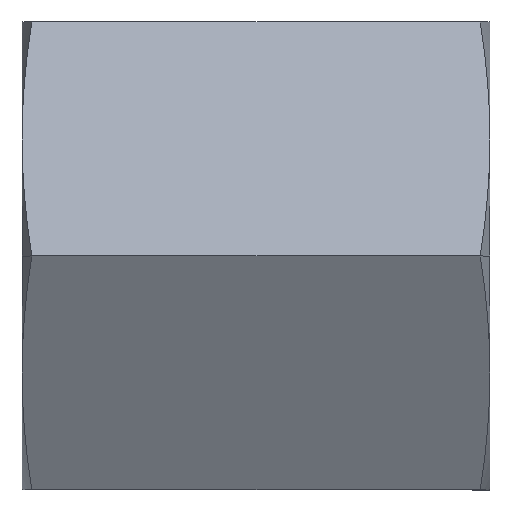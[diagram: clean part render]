
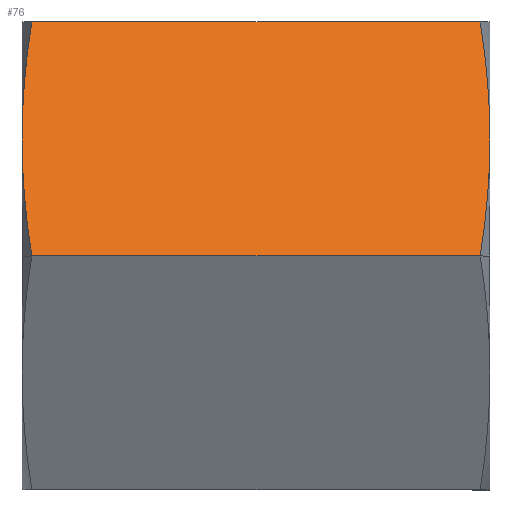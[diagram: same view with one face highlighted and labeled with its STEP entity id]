
A CAD part, left-side view. The second image highlights one B-rep face of the part: STEP entity #76.
In plain terms, the highlighted planar face has unit normal (-0.866, 0, 0.5).
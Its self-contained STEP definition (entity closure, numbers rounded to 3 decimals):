
#76=ADVANCED_FACE('',(#170),#171,.F.);
#170=FACE_OUTER_BOUND('',#281,.T.);
#171=PLANE('',#282);
#281=EDGE_LOOP('',(#427,#428,#429,#430,#431,#432));
#282=AXIS2_PLACEMENT_3D('',#433,#434,#435);
#427=ORIENTED_EDGE('',*,*,#676,.F.);
#428=ORIENTED_EDGE('',*,*,#677,.T.);
#429=ORIENTED_EDGE('',*,*,#678,.F.);
#430=ORIENTED_EDGE('',*,*,#663,.F.);
#431=ORIENTED_EDGE('',*,*,#679,.F.);
#432=ORIENTED_EDGE('',*,*,#680,.F.);
#433=CARTESIAN_POINT('',(-3.753,-13.0,6.5));
#434=DIRECTION('',(0.866,0.,-0.5));
#435=DIRECTION('',(0.5,0.,0.866));
#663=EDGE_CURVE('',#787,#785,#789,.T.);
#676=EDGE_CURVE('',#806,#807,#808,.T.);
#677=EDGE_CURVE('',#806,#809,#810,.T.);
#678=EDGE_CURVE('',#785,#809,#811,.T.);
#679=EDGE_CURVE('',#745,#787,#812,.T.);
#680=EDGE_CURVE('',#807,#745,#813,.T.);
#745=VERTEX_POINT('',#891);
#785=VERTEX_POINT('',#947);
#787=VERTEX_POINT('',#949);
#789=B_SPLINE_CURVE_WITH_KNOTS('',3,(#952,#953,#954,#955),.UNSPECIFIED.,.F.,.F.,(4,4),(0.,0.004),.UNSPECIFIED.);
#806=VERTEX_POINT('',#978);
#807=VERTEX_POINT('',#979);
#808=B_SPLINE_CURVE_WITH_KNOTS('',3,(#980,#981,#982,#983),.UNSPECIFIED.,.F.,.F.,(4,4),(0.,0.004),.UNSPECIFIED.);
#809=VERTEX_POINT('',#984);
#810=LINE('',#985,#986);
#811=B_SPLINE_CURVE_WITH_KNOTS('',3,(#987,#988,#989,#990),.UNSPECIFIED.,.F.,.F.,(4,4),(0.004,0.008),.UNSPECIFIED.);
#812=LINE('',#991,#992);
#813=B_SPLINE_CURVE_WITH_KNOTS('',3,(#993,#994,#995,#996),.UNSPECIFIED.,.F.,.F.,(4,4),(0.004,0.008),.UNSPECIFIED.);
#891=CARTESIAN_POINT('',(-7.506,-12.731,0.));
#947=CARTESIAN_POINT('',(-5.629,0.,3.25));
#949=CARTESIAN_POINT('',(-7.506,-0.269,0.));
#952=CARTESIAN_POINT('',(-7.506,-0.269,0.));
#953=CARTESIAN_POINT('',(-6.88,-0.102,1.083));
#954=CARTESIAN_POINT('',(-6.255,0.,2.167));
#955=CARTESIAN_POINT('',(-5.629,0.,3.25));
#978=CARTESIAN_POINT('',(-3.753,-12.731,6.5));
#979=CARTESIAN_POINT('',(-5.629,-13.0,3.25));
#980=CARTESIAN_POINT('',(-3.753,-12.731,6.5));
#981=CARTESIAN_POINT('',(-4.378,-12.898,5.417));
#982=CARTESIAN_POINT('',(-5.004,-13.0,4.333));
#983=CARTESIAN_POINT('',(-5.629,-13.0,3.25));
#984=CARTESIAN_POINT('',(-3.753,-0.269,6.5));
#985=CARTESIAN_POINT('',(-3.753,-13.0,6.5));
#986=VECTOR('',#1180,1000.0);
#987=CARTESIAN_POINT('',(-5.629,0.,3.25));
#988=CARTESIAN_POINT('',(-5.004,0.,4.333));
#989=CARTESIAN_POINT('',(-4.378,-0.102,5.417));
#990=CARTESIAN_POINT('',(-3.753,-0.269,6.5));
#991=CARTESIAN_POINT('',(-7.506,-13.0,0.));
#992=VECTOR('',#1181,1000.0);
#993=CARTESIAN_POINT('',(-5.629,-13.0,3.25));
#994=CARTESIAN_POINT('',(-6.255,-13.0,2.167));
#995=CARTESIAN_POINT('',(-6.88,-12.898,1.083));
#996=CARTESIAN_POINT('',(-7.506,-12.731,0.));
#1180=DIRECTION('',(-0.0,1.0,0.));
#1181=DIRECTION('',(-0.0,1.0,0.));
